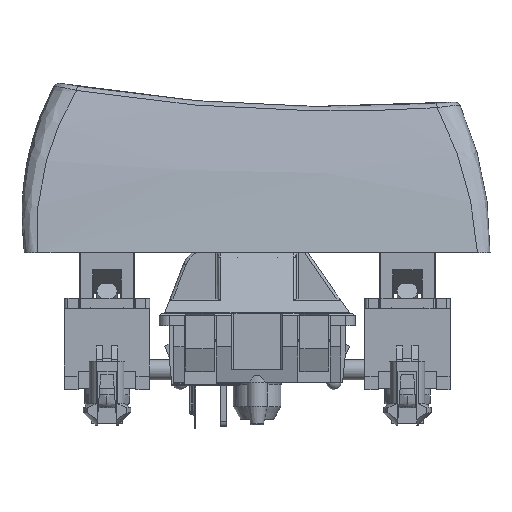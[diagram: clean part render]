
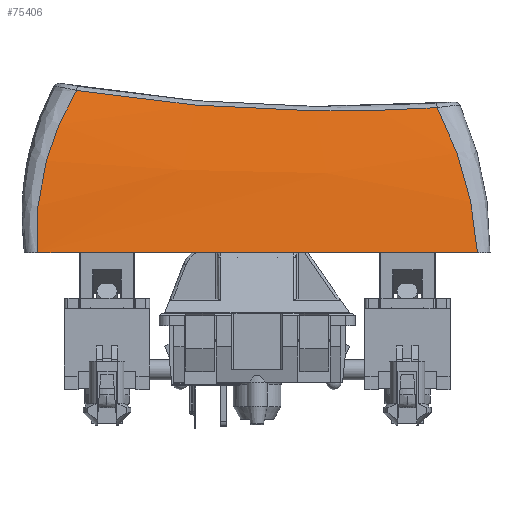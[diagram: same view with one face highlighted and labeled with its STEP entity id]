
A CAD part, left-side view. The second image highlights one B-rep face of the part: STEP entity #75406.
In plain terms, the highlighted free-form (B-spline) face has degree [3, 3] with [5, 4] control points.
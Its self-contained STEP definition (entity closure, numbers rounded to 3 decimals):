
#72167=CARTESIAN_POINT('',(-6.428,14.365,23.798));
#72168=VERTEX_POINT('',#72167);
#72252=CARTESIAN_POINT('',(-6.425,-14.319,22.434));
#72253=VERTEX_POINT('',#72252);
#72254=CARTESIAN_POINT('',(-6.428,14.365,23.798));
#72255=CARTESIAN_POINT('',(-6.472,13.16,23.605));
#72256=CARTESIAN_POINT('',(-6.51,11.954,23.43));
#72257=CARTESIAN_POINT('',(-6.542,10.763,23.273));
#72258=CARTESIAN_POINT('',(-6.558,10.167,23.195));
#72259=CARTESIAN_POINT('',(-6.572,9.573,23.121));
#72260=CARTESIAN_POINT('',(-6.585,8.98,23.051));
#72261=CARTESIAN_POINT('',(-6.598,8.387,22.982));
#72262=CARTESIAN_POINT('',(-6.609,7.794,22.916));
#72263=CARTESIAN_POINT('',(-6.62,7.201,22.855));
#72264=CARTESIAN_POINT('',(-6.63,6.608,22.794));
#72265=CARTESIAN_POINT('',(-6.639,6.017,22.737));
#72266=CARTESIAN_POINT('',(-6.646,5.434,22.685));
#72267=CARTESIAN_POINT('',(-6.654,4.851,22.633));
#72268=CARTESIAN_POINT('',(-6.66,4.279,22.585));
#72269=CARTESIAN_POINT('',(-6.665,3.714,22.542));
#72270=CARTESIAN_POINT('',(-6.674,2.582,22.457));
#72271=CARTESIAN_POINT('',(-6.679,1.472,22.387));
#72272=CARTESIAN_POINT('',(-6.68,0.315,22.329));
#72273=CARTESIAN_POINT('',(-6.68,-0.263,22.301));
#72274=CARTESIAN_POINT('',(-6.679,-0.853,22.275));
#72275=CARTESIAN_POINT('',(-6.677,-1.464,22.254));
#72276=CARTESIAN_POINT('',(-6.674,-2.075,22.232));
#72277=CARTESIAN_POINT('',(-6.67,-2.703,22.215));
#72278=CARTESIAN_POINT('',(-6.665,-3.333,22.201));
#72279=CARTESIAN_POINT('',(-6.663,-3.648,22.194));
#72280=CARTESIAN_POINT('',(-6.66,-3.963,22.189));
#72281=CARTESIAN_POINT('',(-6.656,-4.277,22.184));
#72282=CARTESIAN_POINT('',(-6.653,-4.591,22.18));
#72283=CARTESIAN_POINT('',(-6.649,-4.902,22.176));
#72284=CARTESIAN_POINT('',(-6.646,-5.211,22.174));
#72285=CARTESIAN_POINT('',(-6.638,-5.83,22.17));
#72286=CARTESIAN_POINT('',(-6.628,-6.442,22.17));
#72287=CARTESIAN_POINT('',(-6.618,-7.053,22.175));
#72288=CARTESIAN_POINT('',(-6.607,-7.664,22.18));
#72289=CARTESIAN_POINT('',(-6.595,-8.276,22.189));
#72290=CARTESIAN_POINT('',(-6.582,-8.89,22.202));
#72291=CARTESIAN_POINT('',(-6.568,-9.504,22.216));
#72292=CARTESIAN_POINT('',(-6.553,-10.117,22.233));
#72293=CARTESIAN_POINT('',(-6.537,-10.726,22.255));
#72294=CARTESIAN_POINT('',(-6.505,-11.945,22.299));
#72295=CARTESIAN_POINT('',(-6.467,-13.141,22.359));
#72296=CARTESIAN_POINT('',(-6.425,-14.319,22.434));
#72297=B_SPLINE_CURVE_WITH_KNOTS('',3,(#72254,#72255,#72256,#72257,#72258,#72259,#72260,#72261,#72262,#72263,#72264,#72265,#72266,#72267,#72268,#72269,#72270,#72271,#72272,#72273,#72274,#72275,#72276,#72277,#72278,#72279,
#72280,#72281,#72282,#72283,#72284,#72285,#72286,#72287,#72288,#72289,#72290,#72291,#72292,#72293,#72294,#72295,#72296),.UNSPECIFIED.,.F.,.F.,(4,3,3,3,3,3,3,3,3,3,3,3,3,3,4),(0.,0.125,0.188,0.25,0.313,0.375,0.5,0.563,0.625,0.656,0.688,0.75,0.813,0.875,1.),.UNSPECIFIED.);
#72298=EDGE_CURVE('',#72168,#72253,#72297,.T.);
#72447=CARTESIAN_POINT('',(-8.995,-17.527,10.9));
#72448=VERTEX_POINT('',#72447);
#72449=CARTESIAN_POINT('',(-6.425,-14.319,22.434));
#72450=CARTESIAN_POINT('',(-6.971,-15.232,20.7));
#72451=CARTESIAN_POINT('',(-7.47,-15.974,18.841));
#72452=CARTESIAN_POINT('',(-7.904,-16.517,16.902));
#72453=CARTESIAN_POINT('',(-8.337,-17.059,14.963));
#72454=CARTESIAN_POINT('',(-8.706,-17.401,12.945));
#72455=CARTESIAN_POINT('',(-8.995,-17.527,10.9));
#72456=B_SPLINE_CURVE_WITH_KNOTS('',3,(#72449,#72450,#72451,#72452,#72453,#72454,#72455),.UNSPECIFIED.,.F.,.F.,(4,3,4),(0.,0.5,1.),.UNSPECIFIED.);
#72457=EDGE_CURVE('',#72253,#72448,#72456,.T.);
#72494=CARTESIAN_POINT('',(-8.995,17.512,10.9));
#72495=VERTEX_POINT('',#72494);
#72496=CARTESIAN_POINT('',(-8.995,-17.527,10.9));
#72497=DIRECTION('',(-0.,1.,-0.));
#72498=VECTOR('',#72497,35.039);
#72499=LINE('',#72496,#72498);
#72500=EDGE_CURVE('',#72448,#72495,#72499,.T.);
#75359=CARTESIAN_POINT('',(-8.995,17.512,10.9));
#75360=CARTESIAN_POINT('',(-8.904,17.582,12.043));
#75361=CARTESIAN_POINT('',(-8.778,17.564,13.188));
#75362=CARTESIAN_POINT('',(-8.62,17.462,14.32));
#75363=CARTESIAN_POINT('',(-8.461,17.36,15.452));
#75364=CARTESIAN_POINT('',(-8.271,17.172,16.571));
#75365=CARTESIAN_POINT('',(-8.052,16.904,17.663));
#75366=CARTESIAN_POINT('',(-7.833,16.636,18.755));
#75367=CARTESIAN_POINT('',(-7.586,16.286,19.82));
#75368=CARTESIAN_POINT('',(-7.313,15.861,20.847));
#75369=CARTESIAN_POINT('',(-7.041,15.436,21.873));
#75370=CARTESIAN_POINT('',(-6.744,14.935,22.861));
#75371=CARTESIAN_POINT('',(-6.428,14.365,23.798));
#75372=B_SPLINE_CURVE_WITH_KNOTS('',3,(#75359,#75360,#75361,#75362,#75363,#75364,#75365,#75366,#75367,#75368,#75369,#75370,#75371),.UNSPECIFIED.,.F.,.F.,(4,3,3,3,4),(0.,0.25,0.5,0.75,1.),.UNSPECIFIED.);
#75373=EDGE_CURVE('',#72495,#72168,#75372,.T.);
#75379=CARTESIAN_POINT('',(-8.995,17.512,10.9));
#75380=CARTESIAN_POINT('',(-8.995,5.833,10.9));
#75381=CARTESIAN_POINT('',(-8.995,-5.847,10.9));
#75382=CARTESIAN_POINT('',(-8.995,-17.527,10.9));
#75383=CARTESIAN_POINT('',(-8.813,17.801,13.188));
#75384=CARTESIAN_POINT('',(-8.777,6.019,13.107));
#75385=CARTESIAN_POINT('',(-8.742,-5.764,13.026));
#75386=CARTESIAN_POINT('',(-8.706,-17.546,12.945));
#75387=CARTESIAN_POINT('',(-8.178,17.712,17.738));
#75388=CARTESIAN_POINT('',(-8.11,6.078,17.472));
#75389=CARTESIAN_POINT('',(-8.042,-5.555,17.207));
#75390=CARTESIAN_POINT('',(-7.975,-17.188,16.941));
#75391=CARTESIAN_POINT('',(-7.064,16.348,21.956));
#75392=CARTESIAN_POINT('',(-7.029,5.542,21.539));
#75393=CARTESIAN_POINT('',(-6.994,-5.264,21.121));
#75394=CARTESIAN_POINT('',(-6.959,-16.071,20.704));
#75395=CARTESIAN_POINT('',(-6.428,15.407,23.846));
#75396=CARTESIAN_POINT('',(-6.42,5.153,23.38));
#75397=CARTESIAN_POINT('',(-6.412,-5.1,22.914));
#75398=CARTESIAN_POINT('',(-6.404,-15.353,22.448));
#75399=B_SPLINE_SURFACE_WITH_KNOTS('',3,3,((#75379,#75380,#75381,#75382),(#75383,#75384,#75385,#75386),(#75387,#75388,#75389,#75390),(#75391,#75392,#75393,#75394),(#75395,#75396,#75397,#75398)),.UNSPECIFIED.,.F.,.F.,.U.,(4,1,4),(4,4),(0.,0.487,0.956),(0.027,0.973),.UNSPECIFIED.);
#75400=ORIENTED_EDGE('',*,*,#75373,.F.);
#75401=ORIENTED_EDGE('',*,*,#72500,.F.);
#75402=ORIENTED_EDGE('',*,*,#72457,.F.);
#75403=ORIENTED_EDGE('',*,*,#72298,.F.);
#75404=EDGE_LOOP('',(#75400,#75401,#75402,#75403));
#75405=FACE_BOUND('',#75404,.T.);
#75406=ADVANCED_FACE('',(#75405),#75399,.F.);
